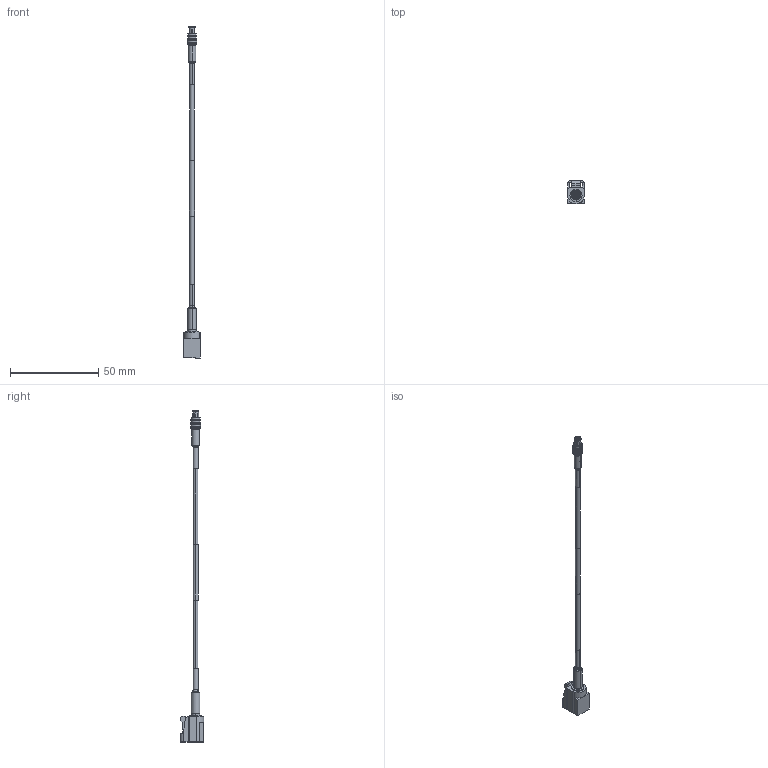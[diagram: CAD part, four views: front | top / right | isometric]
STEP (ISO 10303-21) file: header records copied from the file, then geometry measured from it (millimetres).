
FILE_DESCRIPTION (( 'STEP AP214' ), '1' );
FILE_NAME ('FMCA1357_3D.step', '2023-02-06T15:54:14', ( '' ), ( '' ), 'SwSTEP 2.0', 'SolidWorks 2022', '' );
FILE_SCHEMA (( 'AUTOMOTIVE_DESIGN' ));
Length unit declared in the file: inch
Products named in the file (5): Part2^FMCA1357; Copy of SC9413A^FMCA1357; Copy of RG316^FMCA1357; Copy of FMCN1346Z^FMCA1357_Z; FMCA1357_3D
Assembly tree (4 placements, depth 2):
  FMCA1357_3D
    Copy of SC9413A^FMCA1357
    Copy of FMCN1346Z^FMCA1357_Z
    Copy of RG316^FMCA1357
    Part2^FMCA1357
Bounding box: 9.4 x 13.53 x 188.4 mm (x, y, z)
Volume: 2353.9 mm3; surface area: 4978 mm2
Topology: 8 solids, 8 shells, 337 faces, 835 edges, 534 vertices
Faces by surface type: plane 154, cylinder 126, cone 49, bspline 4, torus 4
Entity records: 11931 total; most frequent: CARTESIAN_POINT 2321, DIRECTION 1761, ORIENTED_EDGE 1670, EDGE_CURVE 835, AXIS2_PLACEMENT_3D 666, VERTEX_POINT 534, VECTOR 429, LINE 429
